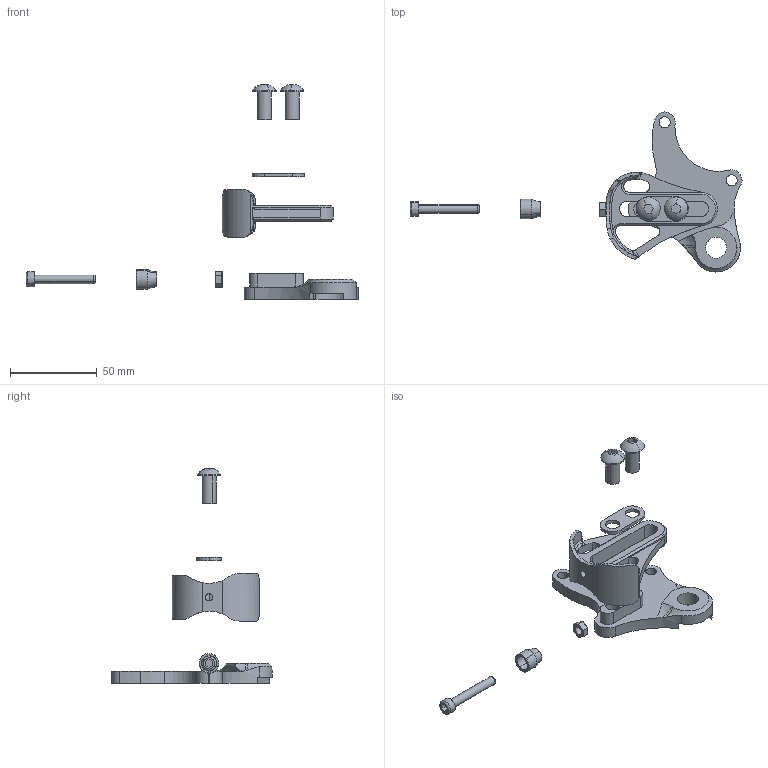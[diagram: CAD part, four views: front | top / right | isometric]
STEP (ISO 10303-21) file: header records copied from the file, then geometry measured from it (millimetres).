
FILE_DESCRIPTION (( 'STEP AP214' ), '1' );
FILE_NAME ('DR4074_Flanged.STEP', '2024-09-20T20:12:09', ( '' ), ( '' ), 'SwSTEP 2.0', 'SolidWorks 2023', '' );
FILE_SCHEMA (( 'AUTOMOTIVE_DESIGN' ));
Length unit declared in the file: inch
Products named in the file (8): DS0001; MS1013; DR4074_Flanged; MS2016; MS2013; MS2012; MS5001; DR4074
Assembly tree (8 placements, depth 2):
  DR4074_Flanged
    DS0001
    MS1013
    MS2012  x2
    MS2013
    MS2016
    MS5001
    DR4074
Bounding box: 191.37 x 92.26 x 123.63 mm (x, y, z)
Volume: 38186 mm3; surface area: 21646.2 mm2
Topology: 8 solids, 8 shells, 274 faces, 709 edges, 450 vertices
Faces by surface type: cylinder 119, plane 78, cone 30, torus 25, bspline 17, sphere 5
Entity records: 9919 total; most frequent: CARTESIAN_POINT 3555, ORIENTED_EDGE 1342, DIRECTION 1203, EDGE_CURVE 671, AXIS2_PLACEMENT_3D 487, VERTEX_POINT 426, EDGE_LOOP 285, ADVANCED_FACE 259
